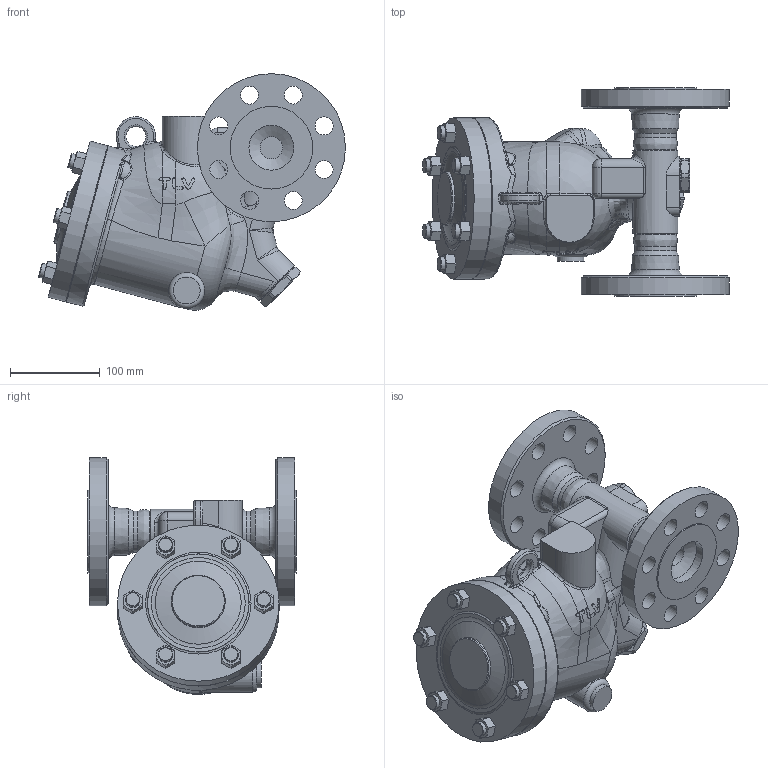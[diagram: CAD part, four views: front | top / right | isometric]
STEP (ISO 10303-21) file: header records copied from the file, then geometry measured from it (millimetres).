
FILE_DESCRIPTION((''),'2;1');
FILE_NAME('sh6nl-050-a0300-00.stp','2014-04-25T17:14:34',('nakaot'),(''),'Autodesk Inventor 2012','Autodesk Inventor 2012','');
FILE_SCHEMA(('AUTOMOTIVE_DESIGN { 1 0 10303 214 1 1 1 1 }'));
Length unit declared in the file: millimetre
Products named in the file (1): sh6nl-050-a0300-00
Bounding box: 341.92 x 232 x 263.63 mm (x, y, z)
Volume: 5182813.5 mm3; surface area: 368973 mm2
Topology: 1 solids, 3 shells, 443 faces, 1100 edges, 675 vertices
Faces by surface type: plane 136, cylinder 114, bspline 91, cone 70, torus 21, sphere 11
Full cylindrical faces by diameter (mm): 11.835 x6, 16 x12, 20 x16, 22 x1, 25 x2, 30 x1, 38 x1, 40 x1, 46 x2, 49.5 x1, 50 x3, 60 x1, 92.1 x2, 100 x1, 165 x2, 180 x2
Entity records: 16481 total; most frequent: CARTESIAN_POINT 7265, ORIENTED_EDGE 1930, DIRECTION 1725, EDGE_CURVE 965, AXIS2_PLACEMENT_3D 744, VERTEX_POINT 639, EDGE_LOOP 600, FACE_OUTER_BOUND 443
